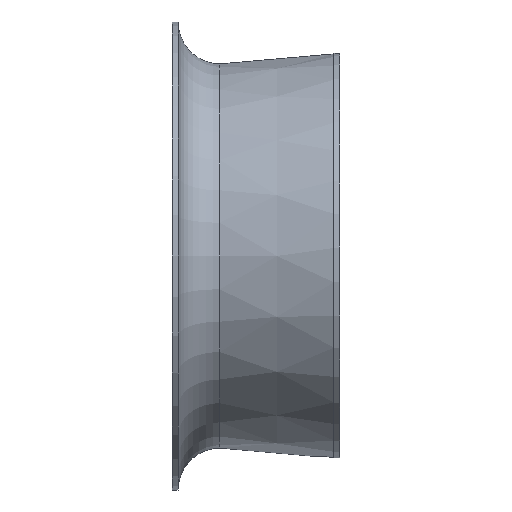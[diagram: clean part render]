
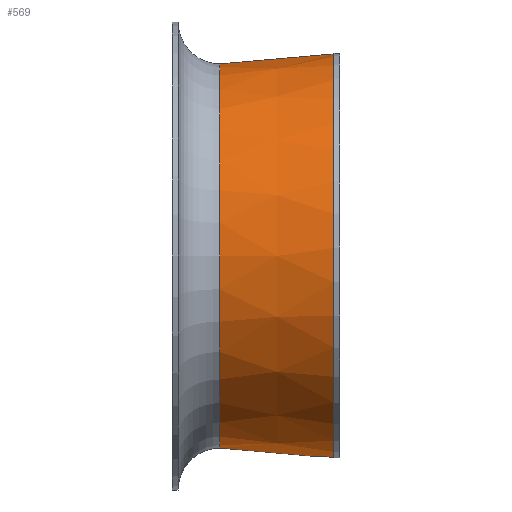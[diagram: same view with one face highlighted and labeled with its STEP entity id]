
A CAD part, left-side view. The second image highlights one B-rep face of the part: STEP entity #569.
In plain terms, the highlighted conical face has half-angle 5 degrees and reference radius 25.36 mm.
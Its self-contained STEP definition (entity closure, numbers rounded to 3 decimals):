
#3 = CARTESIAN_POINT ( 'NONE',  ( 0., 0.065, -25.359 ) ) ;
#8 = DIRECTION ( 'NONE',  ( 0., 0., -1. ) ) ;
#62 = ORIENTED_EDGE ( 'NONE', *, *, #402, .F. ) ;
#66 = DIRECTION ( 'NONE',  ( 0., 0., -1. ) ) ;
#79 = CARTESIAN_POINT ( 'NONE',  ( 0., 0.75, 25.3 ) ) ;
#85 = DIRECTION ( 'NONE',  ( 0., -0.996, -0.087 ) ) ;
#101 = DIRECTION ( 'NONE',  ( 0., 1., 0. ) ) ;
#117 = AXIS2_PLACEMENT_3D ( 'NONE', #1006, #431, #66 ) ;
#144 = CIRCLE ( 'NONE', #117, 25.111 ) ;
#181 = EDGE_LOOP ( 'NONE', ( #892, #906, #377, #581, #62, #639 ) ) ;
#183 = DIRECTION ( 'NONE',  ( 0., -1., 0. ) ) ;
#196 = DIRECTION ( 'NONE',  ( 0., 0., 1. ) ) ;
#211 = CARTESIAN_POINT ( 'NONE',  ( -2., 0.937, -25.204 ) ) ;
#244 = VERTEX_POINT ( 'NONE', #1013 ) ;
#247 = CIRCLE ( 'NONE', #1144, 25.3 ) ;
#275 = VECTOR ( 'NONE', #1128, 1000. ) ;
#325 = EDGE_CURVE ( 'NONE', #244, #1055, #144, .T. ) ;
#377 = ORIENTED_EDGE ( 'NONE', *, *, #1153, .T. ) ;
#395 = EDGE_CURVE ( 'NONE', #1149, #565, #1221, .T. ) ;
#402 = EDGE_CURVE ( 'NONE', #564, #244, #1022, .T. ) ;
#431 = DIRECTION ( 'NONE',  ( 0., -1., 0. ) ) ;
#468 = AXIS2_PLACEMENT_3D ( 'NONE', #1224, #183, #8 ) ;
#480 = DIRECTION ( 'NONE',  ( 0., 0., -1. ) ) ;
#483 = VECTOR ( 'NONE', #85, 1000. ) ;
#488 = CARTESIAN_POINT ( 'NONE',  ( -2., 2.371, -25.078 ) ) ;
#536 = FACE_OUTER_BOUND ( 'NONE', #181, .T. ) ;
#544 = EDGE_CURVE ( 'NONE', #565, #551, #1040, .T. ) ;
#551 = VERTEX_POINT ( 'NONE', #79 ) ;
#564 = VERTEX_POINT ( 'NONE', #757 ) ;
#565 = VERTEX_POINT ( 'NONE', #653 ) ;
#569 = ADVANCED_FACE ( 'NONE', ( #536 ), #765, .T. ) ;
#581 = ORIENTED_EDGE ( 'NONE', *, *, #325, .F. ) ;
#639 = ORIENTED_EDGE ( 'NONE', *, *, #747, .T. ) ;
#651 = CARTESIAN_POINT ( 'NONE',  ( 0., 15.032, -24.05 ) ) ;
#653 = CARTESIAN_POINT ( 'NONE',  ( 0., 15.032, 24.05 ) ) ;
#658 = LINE ( 'NONE', #3, #483 ) ;
#685 = AXIS2_PLACEMENT_3D ( 'NONE', #975, #1170, #480 ) ;
#689 = CARTESIAN_POINT ( 'NONE',  ( -2., 2.9, -25.032 ) ) ;
#747 = EDGE_CURVE ( 'NONE', #564, #551, #247, .T. ) ;
#757 = CARTESIAN_POINT ( 'NONE',  ( -2., 0.75, -25.22 ) ) ;
#765 = CONICAL_SURFACE ( 'NONE', #468, 25.359, 0.087 ) ;
#785 = CARTESIAN_POINT ( 'NONE',  ( -2., 0.75, -25.22 ) ) ;
#882 = CARTESIAN_POINT ( 'NONE',  ( -2., 1.312, -25.171 ) ) ;
#892 = ORIENTED_EDGE ( 'NONE', *, *, #544, .F. ) ;
#906 = ORIENTED_EDGE ( 'NONE', *, *, #395, .F. ) ;
#975 = CARTESIAN_POINT ( 'NONE',  ( 0., 15.032, 0. ) ) ;
#1006 = CARTESIAN_POINT ( 'NONE',  ( 0., 2.9, 0. ) ) ;
#1013 = CARTESIAN_POINT ( 'NONE',  ( -2., 2.9, -25.032 ) ) ;
#1022 = B_SPLINE_CURVE_WITH_KNOTS ( 'NONE', 3,
 ( #785, #211, #1070, #882, #1073, #488, #689 ),
 .UNSPECIFIED., .F., .F.,
 ( 4, 3, 4 ),
 ( 0.007, 0.008, 0.009 ),
 .UNSPECIFIED. ) ;
#1040 = LINE ( 'NONE', #1111, #275 ) ;
#1055 = VERTEX_POINT ( 'NONE', #1127 ) ;
#1070 = CARTESIAN_POINT ( 'NONE',  ( -2., 1.125, -25.187 ) ) ;
#1073 = CARTESIAN_POINT ( 'NONE',  ( -2., 1.842, -25.125 ) ) ;
#1111 = CARTESIAN_POINT ( 'NONE',  ( 0., 0.065, 25.359 ) ) ;
#1127 = CARTESIAN_POINT ( 'NONE',  ( 0., 2.9, -25.111 ) ) ;
#1128 = DIRECTION ( 'NONE',  ( 0., -0.996, 0.087 ) ) ;
#1144 = AXIS2_PLACEMENT_3D ( 'NONE', #1148, #101, #196 ) ;
#1148 = CARTESIAN_POINT ( 'NONE',  ( 0., 0.75, 0. ) ) ;
#1149 = VERTEX_POINT ( 'NONE', #651 ) ;
#1153 = EDGE_CURVE ( 'NONE', #1149, #1055, #658, .T. ) ;
#1170 = DIRECTION ( 'NONE',  ( 0., 1., 0. ) ) ;
#1221 = CIRCLE ( 'NONE', #685, 24.05 ) ;
#1224 = CARTESIAN_POINT ( 'NONE',  ( 0., 0.065, 0. ) ) ;
